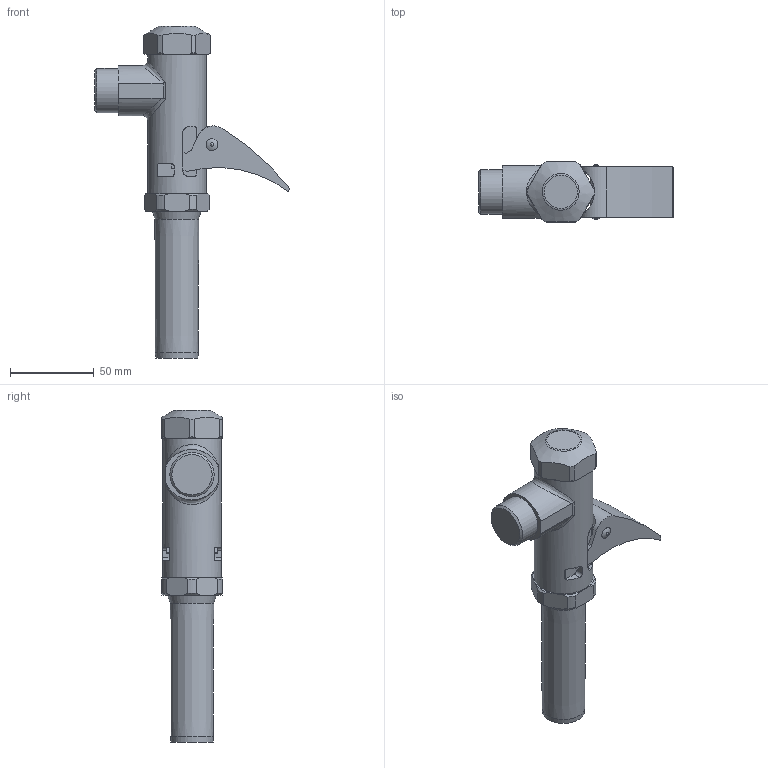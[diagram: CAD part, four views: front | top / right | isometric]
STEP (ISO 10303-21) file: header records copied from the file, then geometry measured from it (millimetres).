
FILE_DESCRIPTION(/* description */ ('Unknown'),/* implementation_level */ '2;1');
FILE_NAME(/* name */ '37141XXX',/* time_stamp */ '2022-09-07T17:58:41+02:00',/* author */ ('Unknown'),/* organization */ ('GROHE AG'),/* preprocessor_version */ 'ST-DEVELOPER v16.7',/* originating_system */ 'DEX',/* authorisation */ $);
FILE_SCHEMA (('AUTOMOTIVE_DESIGN {1 0 10303 214 3 1 1}'));
Length unit declared in the file: millimetre
Products named in the file (2): 37141XXX
Assembly tree (1 placements, depth 2):
  37141XXX
    37141XXX
Bounding box: 116.06 x 36 x 198.3 mm (x, y, z)
Volume: 198864.7 mm3; surface area: 31160.4 mm2
Topology: 1 solids, 1 shells, 147 faces, 411 edges, 273 vertices
Faces by surface type: plane 66, cylinder 44, cone 23, torus 12, bspline 2
Full cylindrical faces by diameter (mm): 26.441 x1, 35 x1
Entity records: 4995 total; most frequent: CARTESIAN_POINT 1317, ORIENTED_EDGE 780, DIRECTION 714, EDGE_CURVE 390, VERTEX_POINT 268, AXIS2_PLACEMENT_3D 267, LINE 180, VECTOR 180
